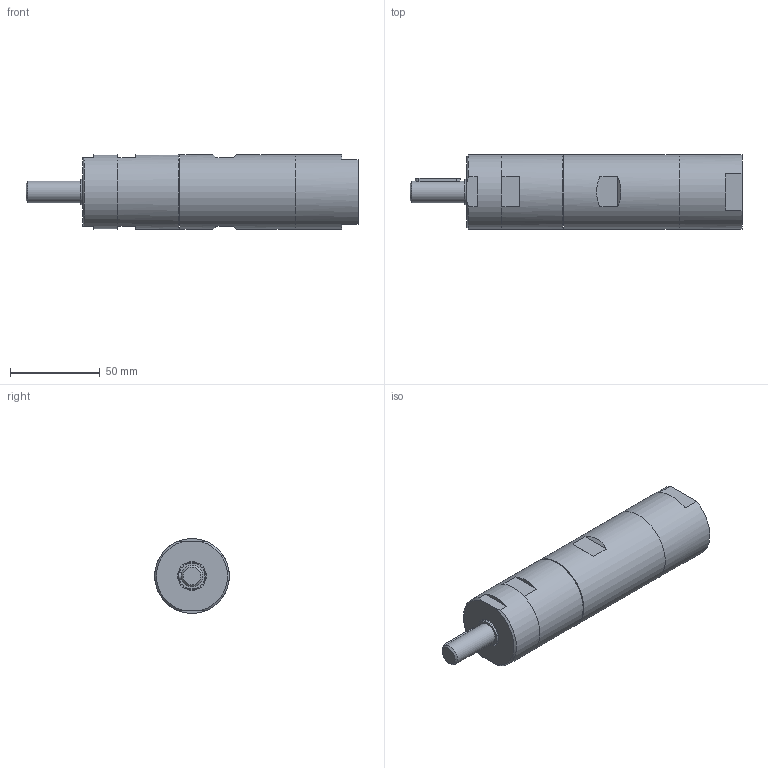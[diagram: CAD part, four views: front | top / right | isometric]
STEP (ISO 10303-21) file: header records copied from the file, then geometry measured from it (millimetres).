
FILE_DESCRIPTION((''),'2;1');
FILE_NAME('MRD 38-320_29910865.stp','2009-04-16T08:28:21',('rmorof'),(''),'Autodesk Inventor 2008','Autodesk Inventor 2008','');
FILE_SCHEMA(('CONFIG_CONTROL_DESIGN'));
Length unit declared in the file: millimetre
Products named in the file (1): MRD 38-320_29910865
Bounding box: 184.5 x 41.5 x 41.5 mm (x, y, z)
Volume: 205195.2 mm3; surface area: 25960 mm2
Topology: 1 solids, 1 shells, 53 faces, 121 edges, 78 vertices
Faces by surface type: plane 29, cylinder 10, bspline 9, cone 5
Full cylindrical faces by diameter (mm): 12 x1, 14.95 x1, 16 x1, 36 x1, 41.5 x4
Entity records: 1581 total; most frequent: CARTESIAN_POINT 416, DIRECTION 222, ORIENTED_EDGE 190, EDGE_CURVE 95, AXIS2_PLACEMENT_3D 91, EDGE_LOOP 79, VERTEX_POINT 70, FACE_OUTER_BOUND 53
